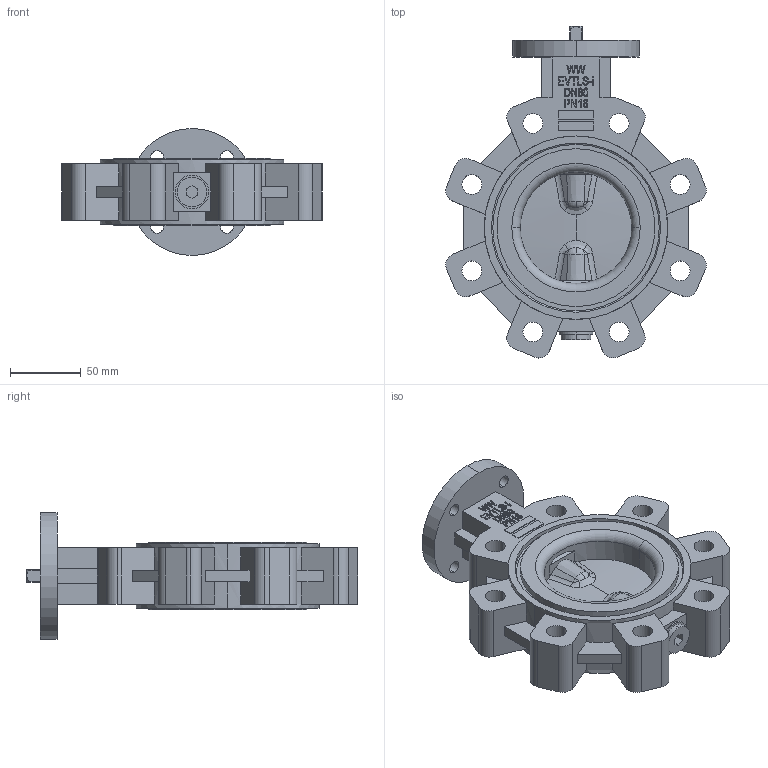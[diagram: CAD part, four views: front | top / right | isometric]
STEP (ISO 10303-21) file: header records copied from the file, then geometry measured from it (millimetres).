
FILE_DESCRIPTION (( 'STEP AP203' ), '1' );
FILE_NAME ('EVTLS-i DN80 PN16 F07-L9.STEP', '2024-04-22T12:52:48', ( '' ), ( '' ), 'SwSTEP 2.0', 'SolidWorks 2015', '' );
FILE_SCHEMA (( 'CONFIG_CONTROL_DESIGN' ));
Length unit declared in the file: millimetre
Products named in the file (1): EVTLS-i DN80 PN16 F07-L9
Bounding box: 184.72 x 235.36 x 90 mm (x, y, z)
Volume: 857183.3 mm3; surface area: 131896 mm2
Topology: 1 solids, 1 shells, 485 faces, 1293 edges, 849 vertices
Faces by surface type: plane 271, bspline 89, cylinder 88, torus 24, cone 9, sphere 4
Entity records: 19888 total; most frequent: CARTESIAN_POINT 8129, ORIENTED_EDGE 2586, DIRECTION 2138, EDGE_CURVE 1293, VERTEX_POINT 849, VECTOR 796, LINE 796, AXIS2_PLACEMENT_3D 671
